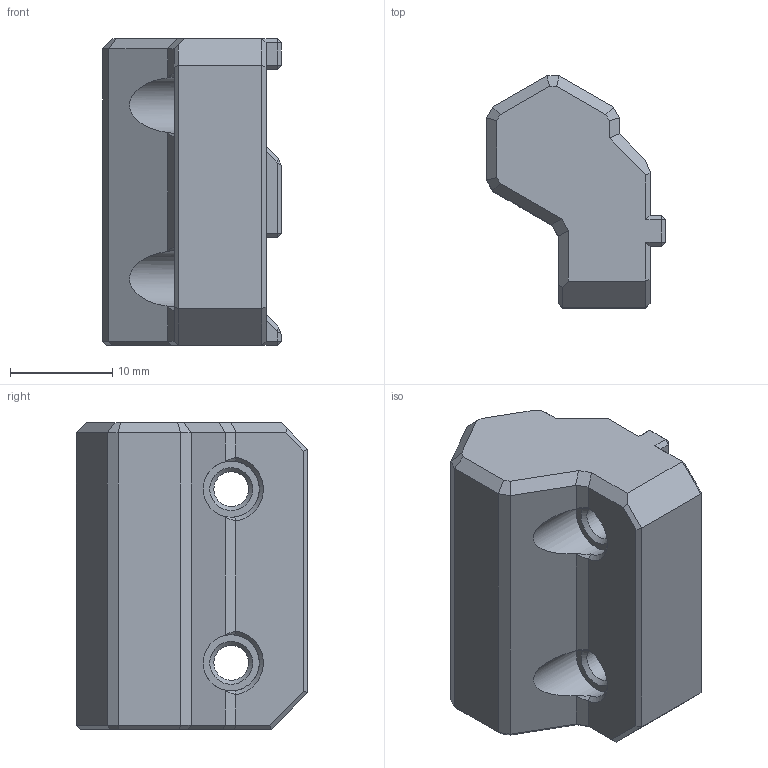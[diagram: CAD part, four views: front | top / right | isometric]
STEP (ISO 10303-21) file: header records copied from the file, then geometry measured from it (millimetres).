
FILE_DESCRIPTION(/* description */ ('','CAx-IF Rec.Pracs.---Representation and Presentation of Product Manufacturing Information (PMI)---4.0---2014-10-13'),/* implementation_level */ '2;1');
FILE_NAME(/* name */ 'Top_Door_Mount__R_x2 (1) v1(Mirror).step',/* time_stamp */ '2024-12-04T22:10:10-08:00',/* author */ (''),/* organization */ (''),/* preprocessor_version */ 'ST-DEVELOPER v20',/* originating_system */ 'Autodesk Translation Framework v13.20.0.188',/* authorisation */ '');
FILE_SCHEMA (('AP242_MANAGED_MODEL_BASED_3D_ENGINEERING_MIM_LF { 1 0 10303 442 1 1 4 }'));
Length unit declared in the file: millimetre
Products named in the file (1): Top_Door_Mount__R_x2 (1)
Bounding box: 17.49 x 22.68 x 30 mm (x, y, z)
Volume: 6713 mm3; surface area: 3120 mm2
Topology: 1 solids, 1 shells, 162 faces, 383 edges, 215 vertices
Faces by surface type: plane 108, cone 26, cylinder 24, bspline 4
Full cylindrical faces by diameter (mm): 3.4 x2, 5.5 x2
Entity records: 4761 total; most frequent: CARTESIAN_POINT 1067, DIRECTION 759, ORIENTED_EDGE 746, EDGE_CURVE 373, LINE 289, VECTOR 289, AXIS2_PLACEMENT_3D 235, VERTEX_POINT 215
